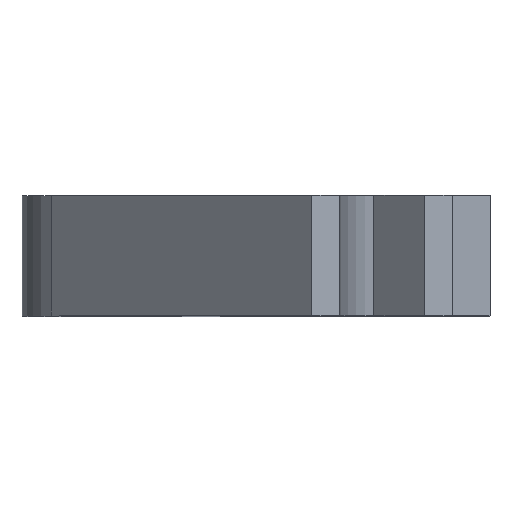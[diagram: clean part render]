
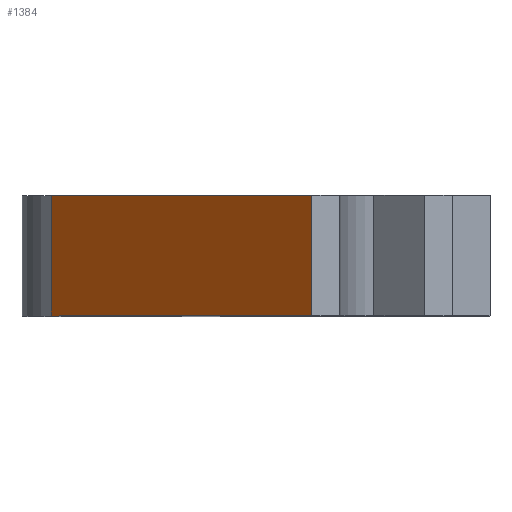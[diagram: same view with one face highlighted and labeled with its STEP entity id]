
A CAD part, top view. The second image highlights one B-rep face of the part: STEP entity #1384.
In plain terms, the highlighted planar face has unit normal (-0.707, 0, 0.707).
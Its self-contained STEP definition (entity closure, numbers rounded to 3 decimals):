
#43 = CARTESIAN_POINT ( 'NONE',  ( 9.5, 3., 16.5 ) ) ;
#73 = DIRECTION ( 'NONE',  ( 0.707, 0., 0.707 ) ) ;
#89 = PLANE ( 'NONE',  #1649 ) ;
#91 = ORIENTED_EDGE ( 'NONE', *, *, #473, .T. ) ;
#180 = VERTEX_POINT ( 'NONE', #1073 ) ;
#204 = CARTESIAN_POINT ( 'NONE',  ( -3.5, 3., 3.5 ) ) ;
#237 = ORIENTED_EDGE ( 'NONE', *, *, #1012, .F. ) ;
#266 = DIRECTION ( 'NONE',  ( 0., -1., 0. ) ) ;
#276 = VERTEX_POINT ( 'NONE', #407 ) ;
#299 = CARTESIAN_POINT ( 'NONE',  ( -3.5, -3., 3.5 ) ) ;
#346 = DIRECTION ( 'NONE',  ( -0.707, 0., -0.707 ) ) ;
#349 = DIRECTION ( 'NONE',  ( -0.707, 0., 0.707 ) ) ;
#363 = VECTOR ( 'NONE', #1175, 1000. ) ;
#407 = CARTESIAN_POINT ( 'NONE',  ( 9.5, 3., 16.5 ) ) ;
#428 = LINE ( 'NONE', #43, #839 ) ;
#473 = EDGE_CURVE ( 'NONE', #1075, #625, #1658, .T. ) ;
#507 = CARTESIAN_POINT ( 'NONE',  ( -3.5, 3., 3.5 ) ) ;
#604 = CARTESIAN_POINT ( 'NONE',  ( -3.5, 3., 3.5 ) ) ;
#625 = VERTEX_POINT ( 'NONE', #299 ) ;
#693 = VECTOR ( 'NONE', #346, 1000. ) ;
#708 = EDGE_CURVE ( 'NONE', #180, #625, #1102, .T. ) ;
#802 = EDGE_CURVE ( 'NONE', #276, #1075, #1509, .T. ) ;
#818 = ORIENTED_EDGE ( 'NONE', *, *, #708, .F. ) ;
#837 = CARTESIAN_POINT ( 'NONE',  ( -3.5, -3., 3.5 ) ) ;
#839 = VECTOR ( 'NONE', #266, 1000. ) ;
#856 = FACE_OUTER_BOUND ( 'NONE', #1662, .T. ) ;
#1012 = EDGE_CURVE ( 'NONE', #276, #180, #428, .T. ) ;
#1073 = CARTESIAN_POINT ( 'NONE',  ( 9.5, -3., 16.5 ) ) ;
#1075 = VERTEX_POINT ( 'NONE', #204 ) ;
#1102 = LINE ( 'NONE', #837, #1193 ) ;
#1175 = DIRECTION ( 'NONE',  ( 0., -1., 0. ) ) ;
#1193 = VECTOR ( 'NONE', #1223, 1000. ) ;
#1223 = DIRECTION ( 'NONE',  ( -0.707, 0., -0.707 ) ) ;
#1384 = ADVANCED_FACE ( 'NONE', ( #856 ), #89, .T. ) ;
#1393 = ORIENTED_EDGE ( 'NONE', *, *, #802, .T. ) ;
#1478 = CARTESIAN_POINT ( 'NONE',  ( -3.5, 3., 3.5 ) ) ;
#1509 = LINE ( 'NONE', #1478, #693 ) ;
#1649 = AXIS2_PLACEMENT_3D ( 'NONE', #604, #349, #73 ) ;
#1658 = LINE ( 'NONE', #507, #363 ) ;
#1662 = EDGE_LOOP ( 'NONE', ( #818, #237, #1393, #91 ) ) ;
